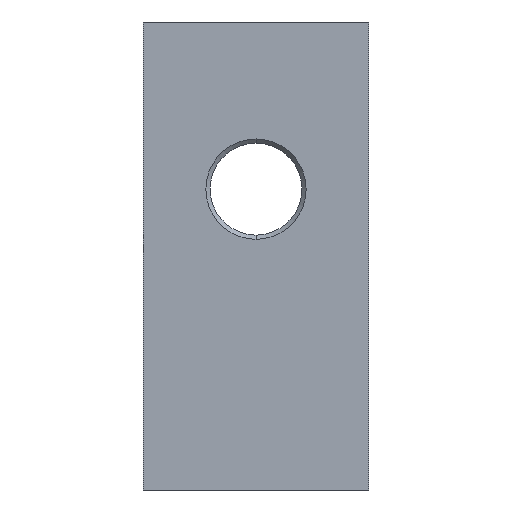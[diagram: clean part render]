
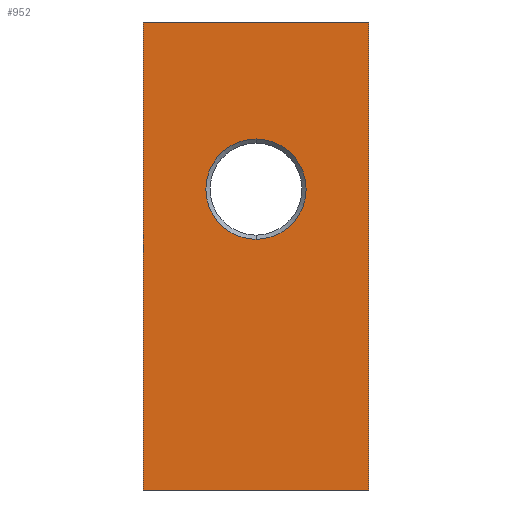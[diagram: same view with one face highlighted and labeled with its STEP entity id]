
A CAD part, front view. The second image highlights one B-rep face of the part: STEP entity #952.
In plain terms, the highlighted planar face has unit normal (0, -1, 0).
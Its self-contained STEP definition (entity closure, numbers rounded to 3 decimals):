
#5 = DIRECTION ( 'NONE',  ( -1., 0., 0. ) ) ;
#44 = CARTESIAN_POINT ( 'NONE',  ( 0., 0., 42. ) ) ;
#61 = VECTOR ( 'NONE', #883, 1000. ) ;
#65 = LINE ( 'NONE', #591, #61 ) ;
#133 = CIRCLE ( 'NONE', #242, 6. ) ;
#142 = DIRECTION ( 'NONE',  ( 0., 0., -1. ) ) ;
#147 = CARTESIAN_POINT ( 'NONE',  ( 13.5, 0., 56. ) ) ;
#195 = EDGE_CURVE ( 'NONE', #437, #443, #364, .T. ) ;
#221 = AXIS2_PLACEMENT_3D ( 'NONE', #764, #761, #768 ) ;
#242 = AXIS2_PLACEMENT_3D ( 'NONE', #513, #514, #515 ) ;
#247 = AXIS2_PLACEMENT_3D ( 'NONE', #576, #577, #578 ) ;
#303 = EDGE_CURVE ( 'NONE', #817, #802, #968, .T. ) ;
#311 = EDGE_CURVE ( 'NONE', #443, #452, #963, .T. ) ;
#321 = EDGE_CURVE ( 'NONE', #437, #444, #65, .T. ) ;
#327 = EDGE_CURVE ( 'NONE', #444, #452, #374, .T. ) ;
#352 = VECTOR ( 'NONE', #5, 1000. ) ;
#362 = VECTOR ( 'NONE', #142, 1000. ) ;
#364 = LINE ( 'NONE', #147, #362 ) ;
#374 = LINE ( 'NONE', #896, #375 ) ;
#375 = VECTOR ( 'NONE', #897, 1000. ) ;
#437 = VERTEX_POINT ( 'NONE', #907 ) ;
#443 = VERTEX_POINT ( 'NONE', #913 ) ;
#444 = VERTEX_POINT ( 'NONE', #918 ) ;
#452 = VERTEX_POINT ( 'NONE', #925 ) ;
#513 = CARTESIAN_POINT ( 'NONE',  ( 0., 0., 36. ) ) ;
#514 = DIRECTION ( 'NONE',  ( 0., 1., 0. ) ) ;
#515 = DIRECTION ( 'NONE',  ( 0., 0., 1. ) ) ;
#532 = CARTESIAN_POINT ( 'NONE',  ( 0., 0., 30. ) ) ;
#576 = CARTESIAN_POINT ( 'NONE',  ( 0., 0., 36. ) ) ;
#577 = DIRECTION ( 'NONE',  ( 0., 1., 0. ) ) ;
#578 = DIRECTION ( 'NONE',  ( 0., 0., 1. ) ) ;
#591 = CARTESIAN_POINT ( 'NONE',  ( 13.5, 0., 56. ) ) ;
#601 = FACE_BOUND ( 'NONE', #846, .T. ) ;
#608 = FACE_OUTER_BOUND ( 'NONE', #847, .T. ) ;
#644 = ORIENTED_EDGE ( 'NONE', *, *, #321, .T. ) ;
#645 = ORIENTED_EDGE ( 'NONE', *, *, #195, .F. ) ;
#647 = ORIENTED_EDGE ( 'NONE', *, *, #311, .F. ) ;
#662 = ORIENTED_EDGE ( 'NONE', *, *, #303, .T. ) ;
#685 = ORIENTED_EDGE ( 'NONE', *, *, #735, .T. ) ;
#694 = ORIENTED_EDGE ( 'NONE', *, *, #327, .T. ) ;
#715 = CARTESIAN_POINT ( 'NONE',  ( 13.5, 0., 0. ) ) ;
#735 = EDGE_CURVE ( 'NONE', #802, #817, #133, .T. ) ;
#761 = DIRECTION ( 'NONE',  ( 0., 1., 0. ) ) ;
#764 = CARTESIAN_POINT ( 'NONE',  ( 13.5, 0., 56. ) ) ;
#766 = PLANE ( 'NONE',  #221 ) ;
#768 = DIRECTION ( 'NONE',  ( 0., 0., 1. ) ) ;
#802 = VERTEX_POINT ( 'NONE', #44 ) ;
#817 = VERTEX_POINT ( 'NONE', #532 ) ;
#846 = EDGE_LOOP ( 'NONE', ( #662, #685 ) ) ;
#847 = EDGE_LOOP ( 'NONE', ( #694, #647, #645, #644 ) ) ;
#883 = DIRECTION ( 'NONE',  ( -1., 0., 0. ) ) ;
#896 = CARTESIAN_POINT ( 'NONE',  ( -13.5, 0., 56. ) ) ;
#897 = DIRECTION ( 'NONE',  ( 0., 0., -1. ) ) ;
#907 = CARTESIAN_POINT ( 'NONE',  ( 13.5, 0., 56. ) ) ;
#913 = CARTESIAN_POINT ( 'NONE',  ( 13.5, 0., 0. ) ) ;
#918 = CARTESIAN_POINT ( 'NONE',  ( -13.5, 0., 56. ) ) ;
#925 = CARTESIAN_POINT ( 'NONE',  ( -13.5, 0., 0. ) ) ;
#952 = ADVANCED_FACE ( 'NONE', ( #601, #608 ), #766, .F. ) ;
#963 = LINE ( 'NONE', #715, #352 ) ;
#968 = CIRCLE ( 'NONE', #247, 6. ) ;
